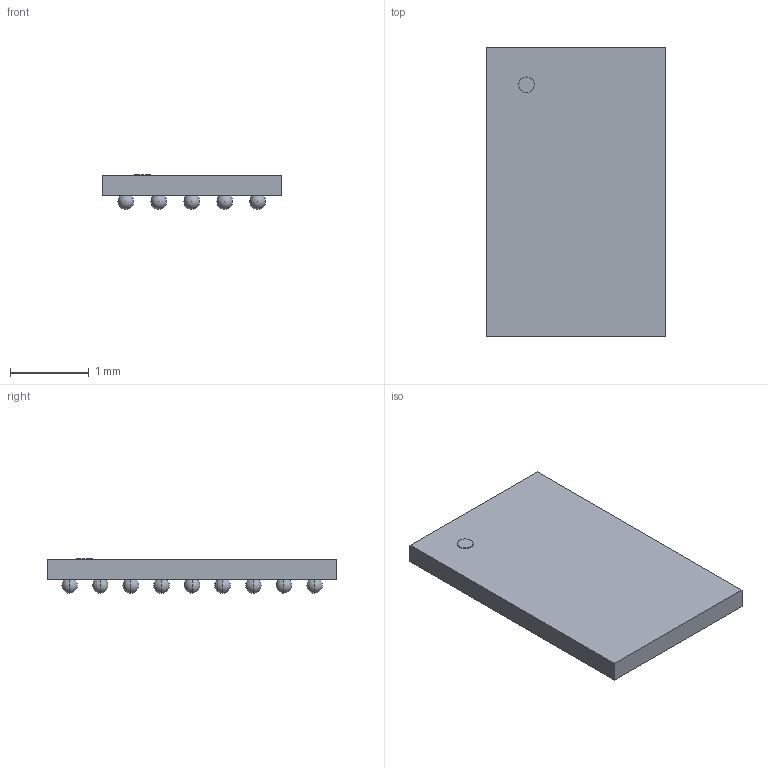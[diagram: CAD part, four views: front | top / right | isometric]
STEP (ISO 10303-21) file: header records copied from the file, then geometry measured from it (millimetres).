
FILE_DESCRIPTION (( 'STEP AP214' ), '1' );
FILE_NAME ('npm6001_caaa_WLCSP.STEP', '2024-03-06T16:02:00', ( '' ), ( '' ), 'SwSTEP 2.0', 'SolidWorks 2023', '' );
FILE_SCHEMA (( 'AUTOMOTIVE_DESIGN' ));
Length unit declared in the file: millimetre
Products named in the file (9): Extruded.step; 1521427280.step; npm6001_caaa_config1_WLCSP.step; 1521427400.step; U1.step; Cylinder.step; Sphere.step; npm6001_caaa_WLCSP; 1520459728.step
Assembly tree (52 placements, depth 5):
  npm6001_caaa_WLCSP
    npm6001_caaa_config1_WLCSP.step
      U1.step
        1521427280.step
          Cylinder.step
        1521427400.step  x45
          Sphere.step
        1520459728.step
          Extruded.step
Bounding box: 2.29 x 3.69 x 0.44 mm (x, y, z)
Volume: 2.4 mm3; surface area: 25.7 mm2
Topology: 47 solids, 47 shells, 100 faces, 333 edges, 237 vertices
Faces by surface type: sphere 90, plane 8, cylinder 2
Entity records: 889 total; most frequent: DIRECTION 170, CARTESIAN_POINT 106, AXIS2_PLACEMENT_3D 78, PRODUCT_DEFINITION_SHAPE 61, ITEM_DEFINED_TRANSFORMATION 52, CONTEXT_DEPENDENT_SHAPE_REPRESENTATION 52, NEXT_ASSEMBLY_USAGE_OCCURRENCE 52, ORIENTED_EDGE 40
